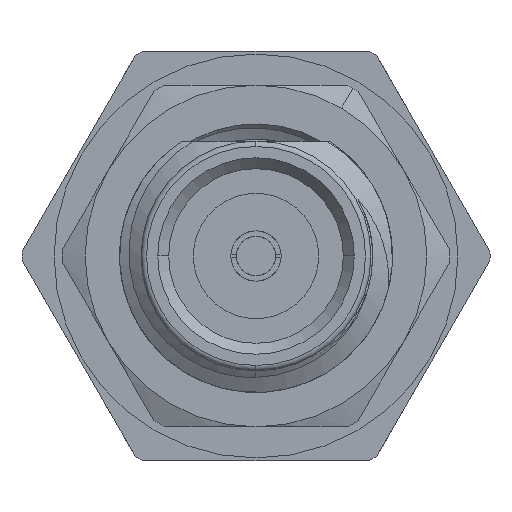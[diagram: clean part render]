
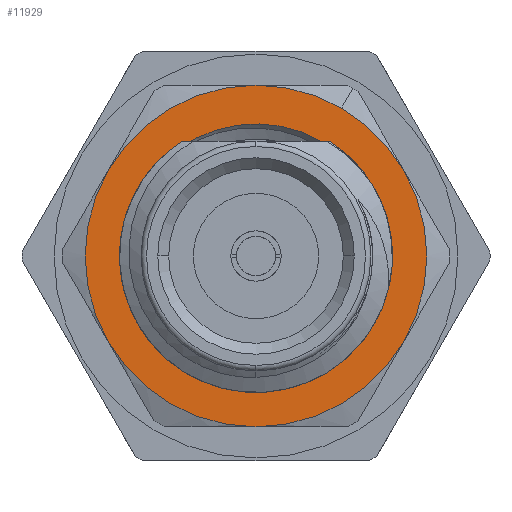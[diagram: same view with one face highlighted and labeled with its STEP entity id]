
A CAD part, left-side view. The second image highlights one B-rep face of the part: STEP entity #11929.
In plain terms, the highlighted planar face has unit normal (-1, 0, 0).
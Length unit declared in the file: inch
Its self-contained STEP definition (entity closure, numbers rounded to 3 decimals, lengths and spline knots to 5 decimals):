
#57 = ORIENTED_EDGE ( 'NONE', *, *, #14953, .T. ) ;
#112 = CIRCLE ( 'NONE', #4731, 0.1565 ) ;
#169 = DIRECTION ( 'NONE',  ( 0., -0.5, 0.866 ) ) ;
#426 = DIRECTION ( 'NONE',  ( 0., -0.5, 0.866 ) ) ;
#540 = CIRCLE ( 'NONE', #19151, 0.1565 ) ;
#1025 = VERTEX_POINT ( 'NONE', #21176 ) ;
#1176 = CIRCLE ( 'NONE', #25948, 0.125 ) ;
#1643 = AXIS2_PLACEMENT_3D ( 'NONE', #13123, #1736, #4251 ) ;
#1736 = DIRECTION ( 'NONE',  ( 1., 0., 0. ) ) ;
#1985 = CARTESIAN_POINT ( 'NONE',  ( 0.245, 0., 0. ) ) ;
#2187 = AXIS2_PLACEMENT_3D ( 'NONE', #7712, #23844, #14676 ) ;
#2585 = CARTESIAN_POINT ( 'NONE',  ( 0.245, 0.13553, -0.07825 ) ) ;
#2609 = VERTEX_POINT ( 'NONE', #14702 ) ;
#3466 = B_SPLINE_CURVE_WITH_KNOTS ( 'NONE', 3,
 ( #9726, #10587, #19341, #28682, #21737, #8208 ),
 .UNSPECIFIED., .F., .F.,
 ( 4, 2, 4 ),
 ( 0.00134, 0.00215, 0.00296 ),
 .UNSPECIFIED. ) ;
#4251 = DIRECTION ( 'NONE',  ( 0., -0.5, 0.866 ) ) ;
#4488 = CARTESIAN_POINT ( 'NONE',  ( 0.245, 0., 0. ) ) ;
#4597 = ORIENTED_EDGE ( 'NONE', *, *, #28512, .T. ) ;
#4650 = CIRCLE ( 'NONE', #24209, 0.12102 ) ;
#4731 = AXIS2_PLACEMENT_3D ( 'NONE', #27738, #23106, #169 ) ;
#5015 = CARTESIAN_POINT ( 'NONE',  ( 0.245, 0.1185, 0.0268 ) ) ;
#5351 = DIRECTION ( 'NONE',  ( 0., -0.5, 0.866 ) ) ;
#5417 = CARTESIAN_POINT ( 'NONE',  ( 0.245, 0., 0. ) ) ;
#5586 = CIRCLE ( 'NONE', #29539, 0.1565 ) ;
#5836 = CARTESIAN_POINT ( 'NONE',  ( 0.245, -0.13553, -0.07825 ) ) ;
#5851 = FACE_BOUND ( 'NONE', #8565, .T. ) ;
#6050 = EDGE_CURVE ( 'NONE', #26959, #16977, #5586, .T. ) ;
#6306 = DIRECTION ( 'NONE',  ( 1., 0., 0. ) ) ;
#6887 = EDGE_CURVE ( 'NONE', #7835, #26959, #540, .T. ) ;
#7132 = CARTESIAN_POINT ( 'NONE',  ( 0.245, 0.12044, -0.03345 ) ) ;
#7224 = VERTEX_POINT ( 'NONE', #5836 ) ;
#7323 = CARTESIAN_POINT ( 'NONE',  ( 0.245, 0., 0. ) ) ;
#7654 = EDGE_CURVE ( 'NONE', #11790, #1025, #3466, .T. ) ;
#7712 = CARTESIAN_POINT ( 'NONE',  ( 0.245, 0., 0. ) ) ;
#7835 = VERTEX_POINT ( 'NONE', #19735 ) ;
#8017 = DIRECTION ( 'NONE',  ( 0., -0.5, 0.866 ) ) ;
#8208 = CARTESIAN_POINT ( 'NONE',  ( 0.245, 0.0625, -0.10825 ) ) ;
#8565 = EDGE_LOOP ( 'NONE', ( #57, #4597, #27531, #27851, #19995 ) ) ;
#9178 = VERTEX_POINT ( 'NONE', #17808 ) ;
#9270 = ORIENTED_EDGE ( 'NONE', *, *, #20085, .T. ) ;
#9407 = CARTESIAN_POINT ( 'NONE',  ( 0.245, 0.11671, 0.032 ) ) ;
#9523 = DIRECTION ( 'NONE',  ( -1., 0., 0. ) ) ;
#9726 = CARTESIAN_POINT ( 'NONE',  ( 0.245, 0.00039, -0.12102 ) ) ;
#10587 = CARTESIAN_POINT ( 'NONE',  ( 0.245, 0.01103, -0.12169 ) ) ;
#11049 = DIRECTION ( 'NONE',  ( -1., 0., 0. ) ) ;
#11186 = AXIS2_PLACEMENT_3D ( 'NONE', #18485, #9523, #426 ) ;
#11404 = CARTESIAN_POINT ( 'NONE',  ( 0.245, 0.12276, -0.02252 ) ) ;
#11721 = VERTEX_POINT ( 'NONE', #18435 ) ;
#11728 = EDGE_CURVE ( 'NONE', #11721, #2609, #112, .T. ) ;
#11775 = AXIS2_PLACEMENT_3D ( 'NONE', #5417, #23650, #8017 ) ;
#11790 = VERTEX_POINT ( 'NONE', #13225 ) ;
#11929 = ADVANCED_FACE ( 'NONE', ( #24411, #5851 ), #15608, .F. ) ;
#11969 = DIRECTION ( 'NONE',  ( -1., 0., 0. ) ) ;
#12162 = VERTEX_POINT ( 'NONE', #20660 ) ;
#13123 = CARTESIAN_POINT ( 'NONE',  ( 0.245, 0., 0. ) ) ;
#13225 = CARTESIAN_POINT ( 'NONE',  ( 0.245, 0.00039, -0.12102 ) ) ;
#13794 = CARTESIAN_POINT ( 'NONE',  ( 0.245, 0.11993, 0.02148 ) ) ;
#14041 = CARTESIAN_POINT ( 'NONE',  ( 0.245, 0., 0. ) ) ;
#14494 = EDGE_CURVE ( 'NONE', #24173, #11790, #26899, .T. ) ;
#14676 = DIRECTION ( 'NONE',  ( 0., -0.5, 0.866 ) ) ;
#14683 = CARTESIAN_POINT ( 'NONE',  ( 0.245, 0.12044, -0.03345 ) ) ;
#14702 = CARTESIAN_POINT ( 'NONE',  ( 0.245, -0.07825, 0.13553 ) ) ;
#14927 = DIRECTION ( 'NONE',  ( 1., 0., 0. ) ) ;
#14953 = EDGE_CURVE ( 'NONE', #1025, #23976, #1176, .T. ) ;
#15270 = ORIENTED_EDGE ( 'NONE', *, *, #6050, .T. ) ;
#15608 = PLANE ( 'NONE',  #1643 ) ;
#16223 = DIRECTION ( 'NONE',  ( -1., 0., 0. ) ) ;
#16261 = CARTESIAN_POINT ( 'NONE',  ( 0.245, 0.1236, -0.01154 ) ) ;
#16778 = AXIS2_PLACEMENT_3D ( 'NONE', #21996, #14927, #24308 ) ;
#16977 = VERTEX_POINT ( 'NONE', #2585 ) ;
#17223 = ORIENTED_EDGE ( 'NONE', *, *, #6887, .T. ) ;
#17477 = ORIENTED_EDGE ( 'NONE', *, *, #11728, .T. ) ;
#17498 = B_SPLINE_CURVE_WITH_KNOTS ( 'NONE', 3,
 ( #7132, #11404, #16261, #27478, #25270, #13794, #5015, #9407 ),
 .UNSPECIFIED., .F., .F.,
 ( 4, 2, 2, 4 ),
 ( 0., 0.00084, 0.00126, 0.00168 ),
 .UNSPECIFIED. ) ;
#17570 = ORIENTED_EDGE ( 'NONE', *, *, #25980, .F. ) ;
#17808 = CARTESIAN_POINT ( 'NONE',  ( 0.245, 0.11671, 0.032 ) ) ;
#17943 = EDGE_LOOP ( 'NONE', ( #17477, #9270, #17223, #15270, #20748, #21001, #17570 ) ) ;
#18435 = CARTESIAN_POINT ( 'NONE',  ( 0.245, -0.13553, 0.07825 ) ) ;
#18485 = CARTESIAN_POINT ( 'NONE',  ( 0.245, 0., 0. ) ) ;
#19081 = CARTESIAN_POINT ( 'NONE',  ( 0.245, 0., 0. ) ) ;
#19151 = AXIS2_PLACEMENT_3D ( 'NONE', #4488, #11049, #24832 ) ;
#19201 = EDGE_CURVE ( 'NONE', #16977, #12162, #19308, .T. ) ;
#19285 = EDGE_CURVE ( 'NONE', #12162, #7224, #20370, .T. ) ;
#19308 = CIRCLE ( 'NONE', #21074, 0.1565 ) ;
#19341 = CARTESIAN_POINT ( 'NONE',  ( 0.245, 0.02174, -0.12095 ) ) ;
#19735 = CARTESIAN_POINT ( 'NONE',  ( 0.245, 0., 0.1565 ) ) ;
#19995 = ORIENTED_EDGE ( 'NONE', *, *, #7654, .T. ) ;
#20085 = EDGE_CURVE ( 'NONE', #2609, #7835, #23936, .T. ) ;
#20370 = CIRCLE ( 'NONE', #2187, 0.1565 ) ;
#20513 = DIRECTION ( 'NONE',  ( 0., -0.5, 0.866 ) ) ;
#20660 = CARTESIAN_POINT ( 'NONE',  ( 0.245, 0., -0.1565 ) ) ;
#20748 = ORIENTED_EDGE ( 'NONE', *, *, #19201, .T. ) ;
#21001 = ORIENTED_EDGE ( 'NONE', *, *, #19285, .T. ) ;
#21074 = AXIS2_PLACEMENT_3D ( 'NONE', #7323, #11969, #27964 ) ;
#21176 = CARTESIAN_POINT ( 'NONE',  ( 0.245, 0.0625, -0.10825 ) ) ;
#21737 = CARTESIAN_POINT ( 'NONE',  ( 0.245, 0.05287, -0.11312 ) ) ;
#21959 = EDGE_CURVE ( 'NONE', #9178, #24173, #4650, .T. ) ;
#21996 = CARTESIAN_POINT ( 'NONE',  ( 0.245, 0., 0. ) ) ;
#22334 = DIRECTION ( 'NONE',  ( 0., 0.5, -0.866 ) ) ;
#23106 = DIRECTION ( 'NONE',  ( -1., 0., 0. ) ) ;
#23650 = DIRECTION ( 'NONE',  ( 1., 0., 0. ) ) ;
#23844 = DIRECTION ( 'NONE',  ( -1., 0., 0. ) ) ;
#23936 = CIRCLE ( 'NONE', #11186, 0.1565 ) ;
#23976 = VERTEX_POINT ( 'NONE', #14683 ) ;
#24173 = VERTEX_POINT ( 'NONE', #27161 ) ;
#24209 = AXIS2_PLACEMENT_3D ( 'NONE', #1985, #6306, #22334 ) ;
#24308 = DIRECTION ( 'NONE',  ( 0., 0.5, -0.866 ) ) ;
#24411 = FACE_OUTER_BOUND ( 'NONE', #17943, .T. ) ;
#24641 = CARTESIAN_POINT ( 'NONE',  ( 0.245, 0.13553, 0.07825 ) ) ;
#24832 = DIRECTION ( 'NONE',  ( 0., -0.5, 0.866 ) ) ;
#25270 = CARTESIAN_POINT ( 'NONE',  ( 0.245, 0.12205, 0.01061 ) ) ;
#25948 = AXIS2_PLACEMENT_3D ( 'NONE', #19081, #28319, #5351 ) ;
#25980 = EDGE_CURVE ( 'NONE', #11721, #7224, #27782, .T. ) ;
#26899 = CIRCLE ( 'NONE', #16778, 0.12102 ) ;
#26959 = VERTEX_POINT ( 'NONE', #24641 ) ;
#27161 = CARTESIAN_POINT ( 'NONE',  ( 0.245, -0.06051, 0.1048 ) ) ;
#27478 = CARTESIAN_POINT ( 'NONE',  ( 0.245, 0.12273, 0.00503 ) ) ;
#27531 = ORIENTED_EDGE ( 'NONE', *, *, #21959, .T. ) ;
#27738 = CARTESIAN_POINT ( 'NONE',  ( 0.245, 0., 0. ) ) ;
#27782 = CIRCLE ( 'NONE', #11775, 0.1565 ) ;
#27851 = ORIENTED_EDGE ( 'NONE', *, *, #14494, .T. ) ;
#27964 = DIRECTION ( 'NONE',  ( 0., -0.5, 0.866 ) ) ;
#28319 = DIRECTION ( 'NONE',  ( 1., 0., 0. ) ) ;
#28512 = EDGE_CURVE ( 'NONE', #23976, #9178, #17498, .T. ) ;
#28682 = CARTESIAN_POINT ( 'NONE',  ( 0.245, 0.04279, -0.11663 ) ) ;
#29539 = AXIS2_PLACEMENT_3D ( 'NONE', #14041, #16223, #20513 ) ;
